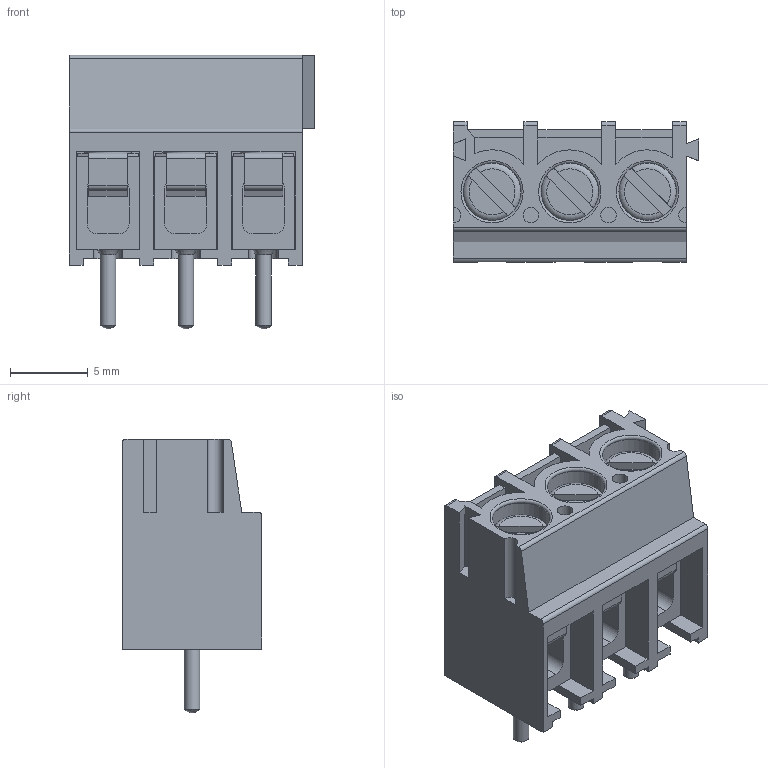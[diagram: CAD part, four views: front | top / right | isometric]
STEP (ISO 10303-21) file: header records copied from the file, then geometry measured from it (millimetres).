
FILE_DESCRIPTION(('STEP AP214'), '1');
FILE_NAME('DG302', '2019-10-01T20:08:31', ('AF'), (''), 'UNSPECIFIED', 'UNSPECIFIED', '');
FILE_SCHEMA(('AUTOMOTIVE_DESIGN { 1 0 10303 214 3 1 1}'));
Length unit declared in the file: millimetre
Assembly tree (9 placements, depth 2):
  (unnamed)
    (unnamed)  x3
    (unnamed)  x3
    (unnamed)  x3
Bounding box: 15.8 x 9 x 17.6 mm (x, y, z)
Volume: 1060.4 mm3; surface area: 2886.3 mm2
Topology: 10 solids, 10 shells, 335 faces, 847 edges, 534 vertices
Faces by surface type: plane 244, cylinder 70, cone 9, torus 9, sphere 3
Full cylindrical faces by diameter (mm): 1 x5, 2.3 x3, 2.5 x3, 3 x6, 3.05 x3, 3.8 x3, 4 x3
Entity records: 7926 total; most frequent: CARTESIAN_POINT 1228, DIRECTION 978, ORIENTED_EDGE 972, EDGE_CURVE 486, LINE 392, VECTOR 392, VERTEX_POINT 326, AXIS2_PLACEMENT_3D 293
